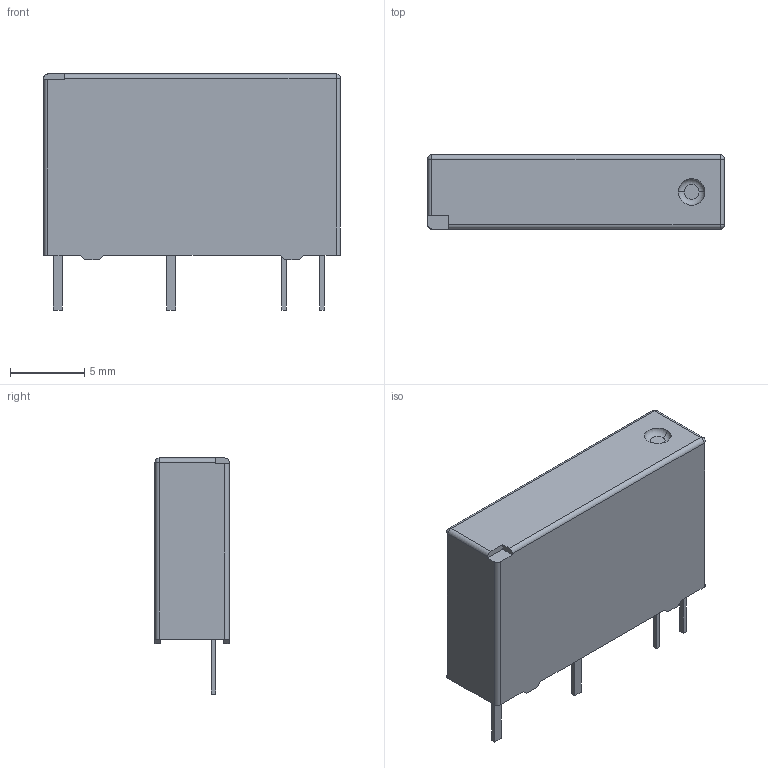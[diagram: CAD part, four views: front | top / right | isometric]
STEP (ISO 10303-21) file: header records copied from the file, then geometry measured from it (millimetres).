
FILE_DESCRIPTION (( 'STEP AP214' ), '1' );
FILE_NAME ('RELAY-TH_3-1461491-8.step', '2022-07-09T12:49:42', ( '' ), ( '' ), 'SwSTEP 2.0', 'SolidWorks 2020', '' );
FILE_SCHEMA (( 'AUTOMOTIVE_DESIGN' ));
Length unit declared in the file: millimetre
Products named in the file (1): RELAY-TH_3-1461491-8
Bounding box: 20 x 5.01 x 15.9 mm (x, y, z)
Volume: 1219.4 mm3; surface area: 826.1 mm2
Topology: 1 solids, 1 shells, 342 faces, 921 edges, 609 vertices
Faces by surface type: plane 217, bspline 112, cylinder 8, sphere 3, torus 2
Entity records: 14667 total; most frequent: CARTESIAN_POINT 3974, ORIENTED_EDGE 1836, DIRECTION 1174, EDGE_CURVE 918, LINE 668, VECTOR 668, VERTEX_POINT 609, EDGE_LOOP 373
